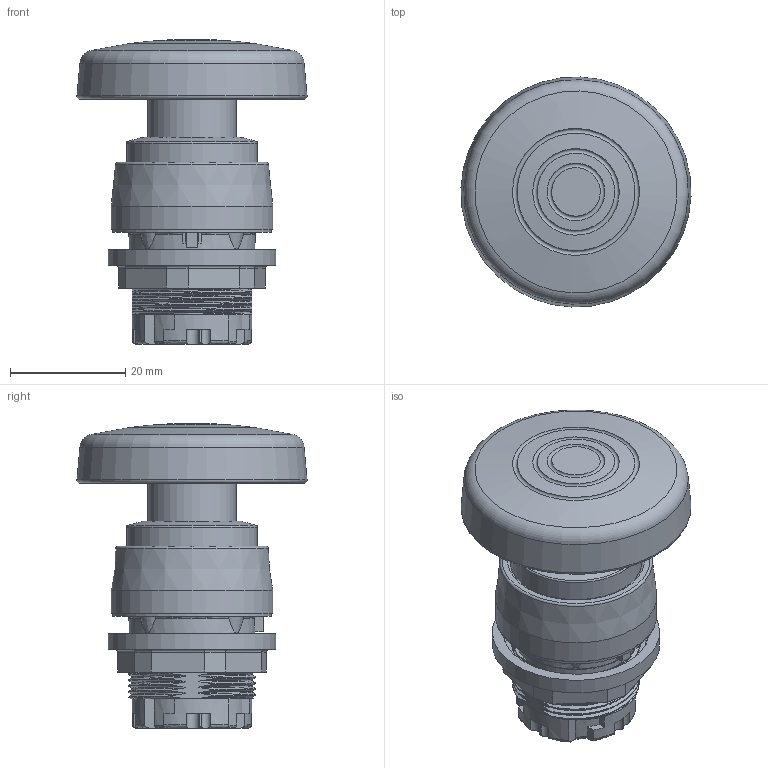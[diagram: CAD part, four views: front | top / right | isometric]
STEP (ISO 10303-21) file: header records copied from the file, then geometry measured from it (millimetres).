
FILE_DESCRIPTION(/* description */ (''),/* implementation_level */ '2;1');
FILE_NAME(/* name */ 'RS_ipt.stp',/* time_stamp */ '2015-10-29T15:47:51+01:00',/* author */ ('thagel'),/* organization */ (''),/* preprocessor_version */ 'ST-DEVELOPER v15.2',/* originating_system */ 'Autodesk Inventor 2014',/* authorisation */ '');
FILE_SCHEMA (('AUTOMOTIVE_DESIGN { 1 0 10303 214 3 1 1 }'));
Length unit declared in the file: centimetre
Products named in the file (1): 3D-Zeichnungen vereinfacht für Kunden
Bounding box: 39.88 x 39.88 x 52.7 mm (x, y, z)
Volume: 22918.5 mm3; surface area: 11616.2 mm2
Topology: 1 solids, 7 shells, 340 faces, 913 edges, 584 vertices
Faces by surface type: plane 97, cylinder 95, bspline 66, torus 57, sphere 13, cone 12
Full cylindrical faces by diameter (mm): 15.3 x1, 18.051 x2, 18.6 x1, 20.75 x1, 20.917 x1, 21.85 x1, 22.6 x1, 22.7 x1, 22.9 x1, 25.35 x1, 27.65 x1, 28 x1, 29 x1
Entity records: 16257 total; most frequent: CARTESIAN_POINT 8083, ORIENTED_EDGE 1728, DIRECTION 1421, EDGE_CURVE 860, AXIS2_PLACEMENT_3D 573, VERTEX_POINT 570, EDGE_LOOP 400, ADVANCED_FACE 340
